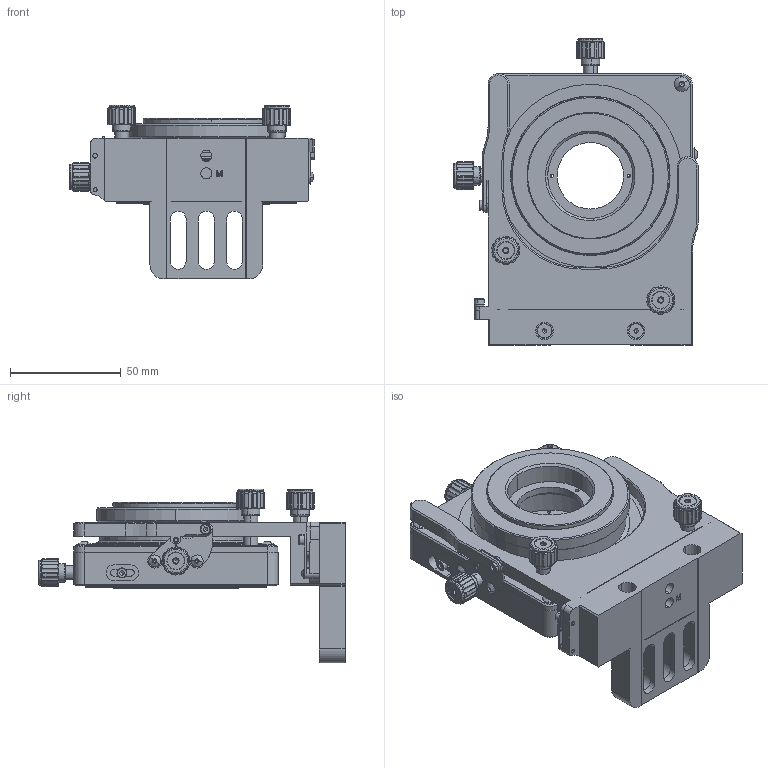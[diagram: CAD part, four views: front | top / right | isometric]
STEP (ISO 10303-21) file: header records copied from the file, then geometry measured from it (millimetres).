
FILE_DESCRIPTION((''),'2;1');
FILE_NAME('LP-2A','2021-01-15T10:50:43',('Administrator'),(''),'CREO PARAMETRIC BY PTC INC, 2019292','CREO PARAMETRIC BY PTC INC, 2019292','');
FILE_SCHEMA(('AUTOMOTIVE_DESIGN { 1 0 10303 214 1 1 1 1 }'));
Length unit declared in the file: inch
Products named in the file (1): LP-2A
Bounding box: 110.1 x 137.92 x 78.31 mm (x, y, z)
Volume: 251222.4 mm3; surface area: 103195.1 mm2
Topology: 1 solids, 24 shells, 1553 faces, 4047 edges, 2587 vertices
Faces by surface type: cylinder 640, plane 543, cone 213, torus 132, bspline 18, sphere 5, extrusion 2
Entity records: 61768 total; most frequent: CARTESIAN_POINT 11196, DIRECTION 8244, ORIENTED_EDGE 7966, PRESENTATION_STYLE_ASSIGNMENT 3985, STYLED_ITEM 3985, CURVE_STYLE 3984, EDGE_CURVE 3983, AXIS2_PLACEMENT_3D 3205
